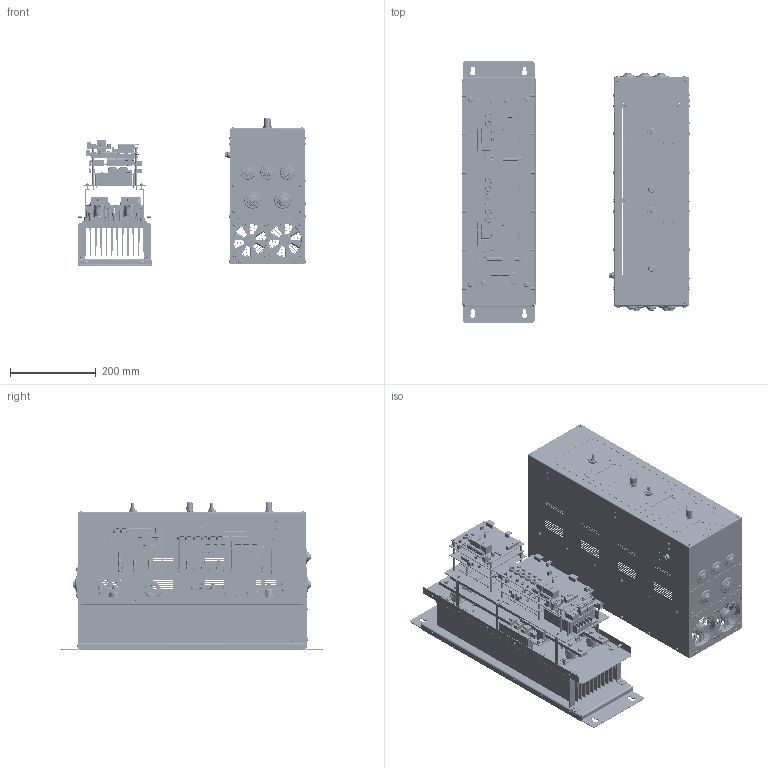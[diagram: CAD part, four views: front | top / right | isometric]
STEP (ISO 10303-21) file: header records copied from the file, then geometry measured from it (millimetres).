
FILE_DESCRIPTION(('STEP AP242'), '1');
FILE_NAME('Default file header', '2025-12-10T05:31:31', ('Default author'), ('Default organization'), 'C3D Converter', 'C3D Toolkit', 'Default authization');
FILE_SCHEMA(('AP242_MANAGED_MODEL_BASED_3D_ENGINEERING_MIM_LF { 1 0 10303 442 1 1 4 }'));
Length unit declared in the file: millimetre
Assembly tree (756 placements, depth 4):
  (unnamed)
    (unnamed)  x2
      (unnamed)
      (unnamed)
      (unnamed)
      (unnamed)
      (unnamed)
      (unnamed)
    (unnamed)
      (unnamed)
      (unnamed)
    (unnamed)  x2
      (unnamed)
      (unnamed)
      (unnamed)
      (unnamed)
      (unnamed)
      (unnamed)
      (unnamed)
      (unnamed)
      (unnamed)
      (unnamed)
      (unnamed)
      (unnamed)
      (unnamed)
      (unnamed)
      (unnamed)
      (unnamed)
      (unnamed)
      (unnamed)
    (unnamed)  x2
      (unnamed)
    (unnamed)
      (unnamed)
        (unnamed)
        (unnamed)
    (unnamed)
      (unnamed)
      (unnamed)
    (unnamed)
      (unnamed)
    (unnamed)
      (unnamed)  x4
        (unnamed)
        (unnamed)
      (unnamed)
      (unnamed)
      (unnamed)
      (unnamed)
      (unnamed)
      (unnamed)
      (unnamed)
      (unnamed)
      (unnamed)
      (unnamed)
      (unnamed)
      (unnamed)
      (unnamed)
      (unnamed)
      (unnamed)
Bounding box: 532.07 x 608 x 343.52 mm (x, y, z)
Volume: 4775501.9 mm3; surface area: 3560023.9 mm2
Topology: 813 solids, 813 shells, 10127 faces, 23503 edges, 15580 vertices
Faces by surface type: plane 6416, cylinder 2672, cone 519, torus 364, sphere 140, bspline 16
Full cylindrical faces by diameter (mm): 1 x84, 1.5 x4, 1.857 x12, 2 x126, 2.459 x6, 2.5 x138, 2.6 x6, 2.7 x2, 3 x181, 3.2 x50, 3.235 x4, 3.242 x34, 3.294 x1, 3.5 x85, 3.685 x7, 4 x197, 4.2 x8, 4.3 x15, 4.5 x41, 4.917 x2, 5 x41, 5.2 x8, 5.5 x96, 5.9 x22, 6 x130, 6.1 x12, 6.3 x2, 6.4 x46, 6.5 x37, 7 x68
Entity records: 394103 total; most frequent: CARTESIAN_POINT 88262, DIRECTION 43857, ORIENTED_EDGE 37094, EDGE_CURVE 18547, AXIS2_PLACEMENT_3D 17132, VERTEX_POINT 14013, EDGE_LOOP 13663, PROPERTY_DEFINITION 13315
